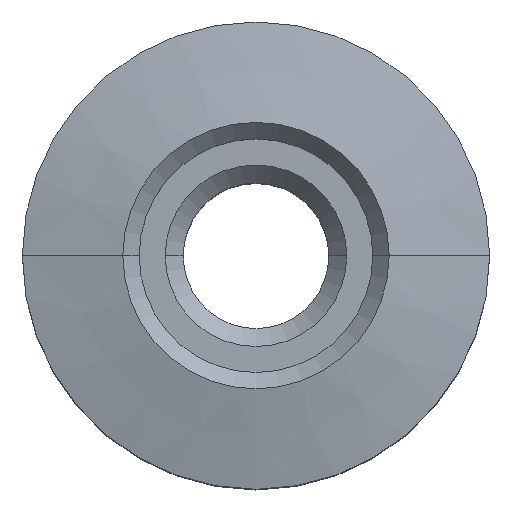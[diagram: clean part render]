
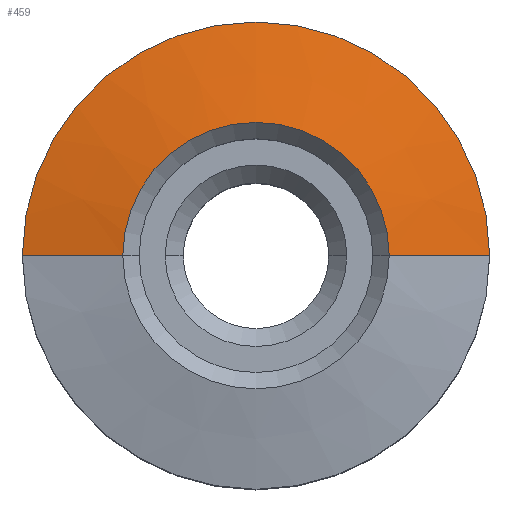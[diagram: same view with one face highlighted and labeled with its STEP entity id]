
A CAD part, top view. The second image highlights one B-rep face of the part: STEP entity #459.
In plain terms, the highlighted conical face has half-angle 77.775 degrees and reference radius 6.5 mm.
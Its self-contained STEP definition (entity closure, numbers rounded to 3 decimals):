
#7 = DIRECTION ( 'NONE',  ( 0.977, 0., -0.212 ) ) ;
#32 = VECTOR ( 'NONE', #7, 1000. ) ;
#43 = EDGE_CURVE ( 'NONE', #868, #55, #230, .T. ) ;
#55 = VERTEX_POINT ( 'NONE', #327 ) ;
#56 = DIRECTION ( 'NONE',  ( -1., 0., 0. ) ) ;
#82 = EDGE_CURVE ( 'NONE', #711, #172, #137, .T. ) ;
#99 = ORIENTED_EDGE ( 'NONE', *, *, #675, .T. ) ;
#111 = DIRECTION ( 'NONE',  ( 1., 0., 0. ) ) ;
#137 = CIRCLE ( 'NONE', #600, 3.705 ) ;
#172 = VERTEX_POINT ( 'NONE', #210 ) ;
#193 = DIRECTION ( 'NONE',  ( 0., 0., -1. ) ) ;
#200 = AXIS2_PLACEMENT_3D ( 'NONE', #522, #464, #111 ) ;
#210 = CARTESIAN_POINT ( 'NONE',  ( 3.705, 0., 6.355 ) ) ;
#225 = LINE ( 'NONE', #557, #507 ) ;
#230 = CIRCLE ( 'NONE', #200, 6.5 ) ;
#324 = CARTESIAN_POINT ( 'NONE',  ( 6.5, 0., 5.75 ) ) ;
#327 = CARTESIAN_POINT ( 'NONE',  ( -6.5, 0., 5.75 ) ) ;
#345 = AXIS2_PLACEMENT_3D ( 'NONE', #513, #661, #56 ) ;
#348 = DIRECTION ( 'NONE',  ( -0.977, 0., -0.212 ) ) ;
#355 = LINE ( 'NONE', #495, #32 ) ;
#427 = CONICAL_SURFACE ( 'NONE', #345, 6.5, 1.357 ) ;
#450 = ORIENTED_EDGE ( 'NONE', *, *, #82, .T. ) ;
#459 = ADVANCED_FACE ( 'NONE', ( #527 ), #427, .T. ) ;
#460 = DIRECTION ( 'NONE',  ( -1., 0., 0. ) ) ;
#464 = DIRECTION ( 'NONE',  ( 0., 0., 1. ) ) ;
#467 = EDGE_LOOP ( 'NONE', ( #450, #99, #539, #837 ) ) ;
#495 = CARTESIAN_POINT ( 'NONE',  ( 6.5, 0., 5.75 ) ) ;
#507 = VECTOR ( 'NONE', #348, 1000. ) ;
#513 = CARTESIAN_POINT ( 'NONE',  ( 0., 0., 5.75 ) ) ;
#522 = CARTESIAN_POINT ( 'NONE',  ( 0., 0., 5.75 ) ) ;
#527 = FACE_OUTER_BOUND ( 'NONE', #467, .T. ) ;
#539 = ORIENTED_EDGE ( 'NONE', *, *, #43, .T. ) ;
#557 = CARTESIAN_POINT ( 'NONE',  ( -6.5, 0., 5.75 ) ) ;
#600 = AXIS2_PLACEMENT_3D ( 'NONE', #662, #193, #460 ) ;
#625 = EDGE_CURVE ( 'NONE', #711, #55, #225, .T. ) ;
#661 = DIRECTION ( 'NONE',  ( 0., 0., -1. ) ) ;
#662 = CARTESIAN_POINT ( 'NONE',  ( 0., 0., 6.355 ) ) ;
#675 = EDGE_CURVE ( 'NONE', #172, #868, #355, .T. ) ;
#711 = VERTEX_POINT ( 'NONE', #769 ) ;
#769 = CARTESIAN_POINT ( 'NONE',  ( -3.705, 0., 6.355 ) ) ;
#837 = ORIENTED_EDGE ( 'NONE', *, *, #625, .F. ) ;
#868 = VERTEX_POINT ( 'NONE', #324 ) ;
